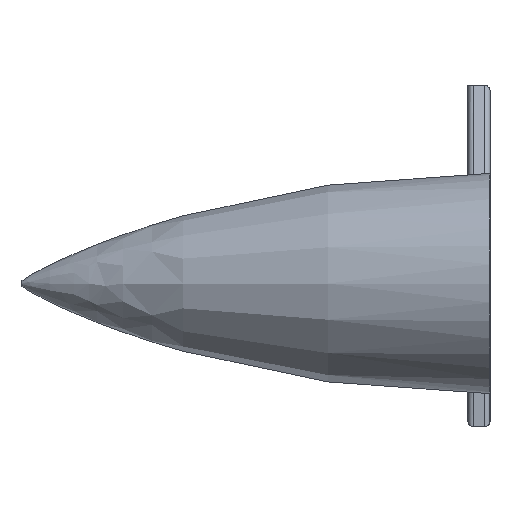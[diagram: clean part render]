
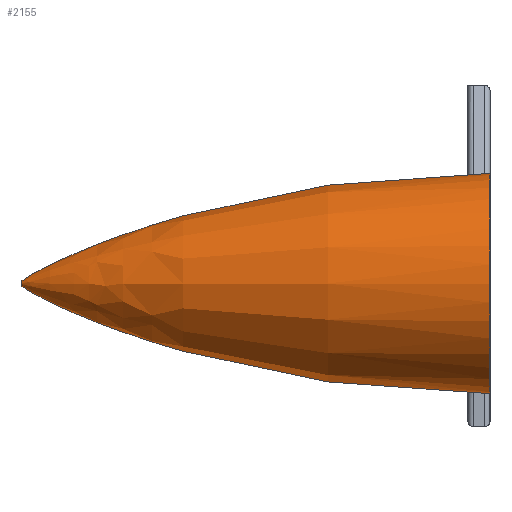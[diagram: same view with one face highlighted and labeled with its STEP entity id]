
A CAD part, left-side view. The second image highlights one B-rep face of the part: STEP entity #2155.
In plain terms, the highlighted free-form (B-spline) face has degree [4, 2] with [5, 9] control points.
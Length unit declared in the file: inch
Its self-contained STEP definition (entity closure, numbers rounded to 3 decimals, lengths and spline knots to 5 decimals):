
#78=(
BOUNDED_CURVE()
B_SPLINE_CURVE(4,(#3258,#3259,#3260,#3261,#3262),.UNSPECIFIED.,.F.,.F.)
B_SPLINE_CURVE_WITH_KNOTS((5,5),(0.,1.),.UNSPECIFIED.)
CURVE()
GEOMETRIC_REPRESENTATION_ITEM()
RATIONAL_B_SPLINE_CURVE((1.,1.,1.,1.,1.))
REPRESENTATION_ITEM('')
);
#79=(
BOUNDED_SURFACE()
B_SPLINE_SURFACE(4,2,((#3212,#3213,#3214,#3215,#3216,#3217,#3218,#3219,
#3220),(#3221,#3222,#3223,#3224,#3225,#3226,#3227,#3228,#3229),(#3230,#3231,
#3232,#3233,#3234,#3235,#3236,#3237,#3238),(#3239,#3240,#3241,#3242,#3243,
#3244,#3245,#3246,#3247),(#3248,#3249,#3250,#3251,#3252,#3253,#3254,#3255,
#3256)),.UNSPECIFIED.,.F.,.T.,.F.)
B_SPLINE_SURFACE_WITH_KNOTS((5,5),(3,2,2,2,3),(-1.,0.),(0.,1.5708,
3.14159,4.71239,6.28319),.UNSPECIFIED.)
GEOMETRIC_REPRESENTATION_ITEM()
RATIONAL_B_SPLINE_SURFACE(((1.,0.707,1.,0.707,1.,
0.707,1.,0.707,1.),(1.,0.707,1.,0.707,
1.,0.707,1.,0.707,1.),(1.,0.707,1.,
0.707,1.,0.707,1.,0.707,1.),(1.,0.707,
1.,0.707,1.,0.707,1.,0.707,1.),(1.,
0.707,1.,0.707,1.,0.707,1.,0.707,
1.)))
REPRESENTATION_ITEM('')
SURFACE()
);
#209=FACE_OUTER_BOUND('',#343,.T.);
#343=EDGE_LOOP('',(#1515,#1516,#1517,#1518));
#933=CIRCLE('',#2310,0.025);
#934=CIRCLE('',#2311,1.);
#987=VERTEX_POINT('',#3210);
#988=VERTEX_POINT('',#3257);
#1189=EDGE_CURVE('',#987,#987,#933,.T.);
#1190=EDGE_CURVE('',#987,#988,#78,.T.);
#1191=EDGE_CURVE('',#988,#988,#934,.T.);
#1515=ORIENTED_EDGE('',*,*,#1190,.F.);
#1516=ORIENTED_EDGE('',*,*,#1189,.T.);
#1517=ORIENTED_EDGE('',*,*,#1190,.T.);
#1518=ORIENTED_EDGE('',*,*,#1191,.F.);
#2155=ADVANCED_FACE('',(#209),#79,.T.);
#2310=AXIS2_PLACEMENT_3D('',#3211,#2541,#2542);
#2311=AXIS2_PLACEMENT_3D('',#3263,#2543,#2544);
#2541=DIRECTION('center_axis',(0.,-1.,0.));
#2542=DIRECTION('ref_axis',(1.,0.,0.));
#2543=DIRECTION('center_axis',(0.,-1.,0.));
#2544=DIRECTION('ref_axis',(1.,0.,0.));
#3210=CARTESIAN_POINT('',(1.525,4.25,0.));
#3211=CARTESIAN_POINT('Origin',(1.5,4.25,0.));
#3212=CARTESIAN_POINT('Ctrl Pts',(2.5,0.,0.));
#3213=CARTESIAN_POINT('Ctrl Pts',(2.5,0.,1.));
#3214=CARTESIAN_POINT('Ctrl Pts',(1.5,0.,1.));
#3215=CARTESIAN_POINT('Ctrl Pts',(0.5,0.,1.));
#3216=CARTESIAN_POINT('Ctrl Pts',(0.5,0.,0.));
#3217=CARTESIAN_POINT('Ctrl Pts',(0.5,0.,-1.));
#3218=CARTESIAN_POINT('Ctrl Pts',(1.5,0.,-1.));
#3219=CARTESIAN_POINT('Ctrl Pts',(2.5,0.,-1.));
#3220=CARTESIAN_POINT('Ctrl Pts',(2.5,0.,0.));
#3221=CARTESIAN_POINT('Ctrl Pts',(2.5,1.5,0.));
#3222=CARTESIAN_POINT('Ctrl Pts',(2.5,1.5,1.));
#3223=CARTESIAN_POINT('Ctrl Pts',(1.5,1.5,1.));
#3224=CARTESIAN_POINT('Ctrl Pts',(0.5,1.5,1.));
#3225=CARTESIAN_POINT('Ctrl Pts',(0.5,1.5,0.));
#3226=CARTESIAN_POINT('Ctrl Pts',(0.5,1.5,-1.));
#3227=CARTESIAN_POINT('Ctrl Pts',(1.5,1.5,-1.));
#3228=CARTESIAN_POINT('Ctrl Pts',(2.5,1.5,-1.));
#3229=CARTESIAN_POINT('Ctrl Pts',(2.5,1.5,0.));
#3230=CARTESIAN_POINT('Ctrl Pts',(2.2,3.,0.));
#3231=CARTESIAN_POINT('Ctrl Pts',(2.2,3.,0.7));
#3232=CARTESIAN_POINT('Ctrl Pts',(1.5,3.,0.7));
#3233=CARTESIAN_POINT('Ctrl Pts',(0.8,3.,0.7));
#3234=CARTESIAN_POINT('Ctrl Pts',(0.8,3.,0.));
#3235=CARTESIAN_POINT('Ctrl Pts',(0.8,3.,-0.7));
#3236=CARTESIAN_POINT('Ctrl Pts',(1.5,3.,-0.7));
#3237=CARTESIAN_POINT('Ctrl Pts',(2.2,3.,-0.7));
#3238=CARTESIAN_POINT('Ctrl Pts',(2.2,3.,0.));
#3239=CARTESIAN_POINT('Ctrl Pts',(1.65,4.1,0.));
#3240=CARTESIAN_POINT('Ctrl Pts',(1.65,4.1,0.15));
#3241=CARTESIAN_POINT('Ctrl Pts',(1.5,4.1,0.15));
#3242=CARTESIAN_POINT('Ctrl Pts',(1.35,4.1,0.15));
#3243=CARTESIAN_POINT('Ctrl Pts',(1.35,4.1,0.));
#3244=CARTESIAN_POINT('Ctrl Pts',(1.35,4.1,-0.15));
#3245=CARTESIAN_POINT('Ctrl Pts',(1.5,4.1,-0.15));
#3246=CARTESIAN_POINT('Ctrl Pts',(1.65,4.1,-0.15));
#3247=CARTESIAN_POINT('Ctrl Pts',(1.65,4.1,0.));
#3248=CARTESIAN_POINT('Ctrl Pts',(1.525,4.25,0.));
#3249=CARTESIAN_POINT('Ctrl Pts',(1.525,4.25,0.025));
#3250=CARTESIAN_POINT('Ctrl Pts',(1.5,4.25,0.025));
#3251=CARTESIAN_POINT('Ctrl Pts',(1.475,4.25,0.025));
#3252=CARTESIAN_POINT('Ctrl Pts',(1.475,4.25,0.));
#3253=CARTESIAN_POINT('Ctrl Pts',(1.475,4.25,-0.025));
#3254=CARTESIAN_POINT('Ctrl Pts',(1.5,4.25,-0.025));
#3255=CARTESIAN_POINT('Ctrl Pts',(1.525,4.25,-0.025));
#3256=CARTESIAN_POINT('Ctrl Pts',(1.525,4.25,0.));
#3257=CARTESIAN_POINT('',(2.5,0.,0.));
#3258=CARTESIAN_POINT('Ctrl Pts',(1.525,4.25,0.));
#3259=CARTESIAN_POINT('Ctrl Pts',(1.65,4.1,0.));
#3260=CARTESIAN_POINT('Ctrl Pts',(2.2,3.,0.));
#3261=CARTESIAN_POINT('Ctrl Pts',(2.5,1.5,0.));
#3262=CARTESIAN_POINT('Ctrl Pts',(2.5,0.,0.));
#3263=CARTESIAN_POINT('Origin',(1.5,0.,0.));
